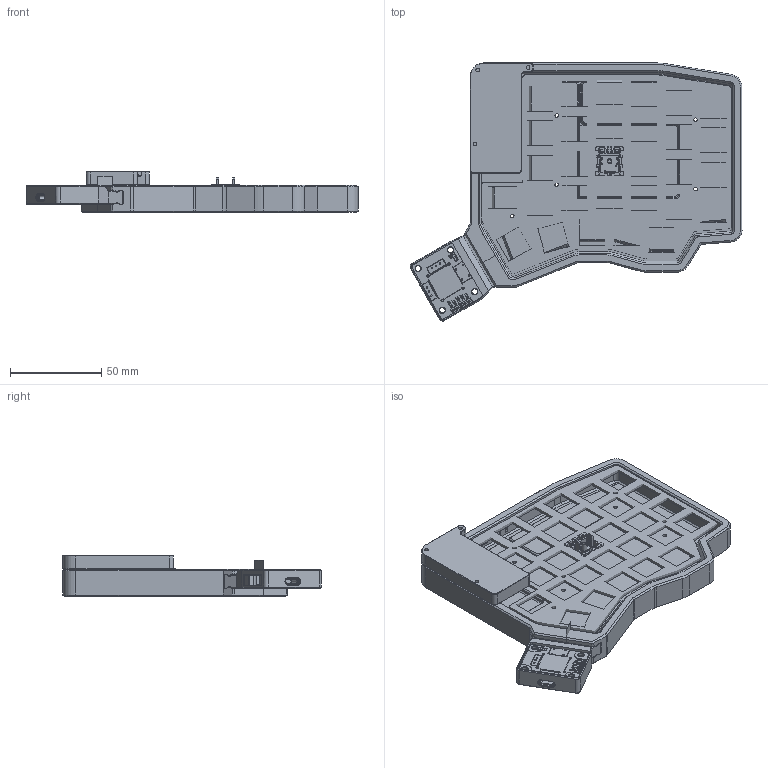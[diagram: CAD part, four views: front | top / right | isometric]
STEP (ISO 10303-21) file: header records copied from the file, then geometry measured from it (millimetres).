
FILE_DESCRIPTION(/* description */ ('STEP AP242','CAx-IF Rec.Pracs.---Representation and Presentation of Product Manufacturing Information (PMI)---4.0---2014-10-13','CAx-IF Rec.Pracs.---3D Tessellated Geometry---0.4---2014-09-14','2;1'),/* implementation_level */ '2;1');
FILE_NAME(/* name */ 'Sofle',/* time_stamp */ '2024-07-15T12:44:26Z',/* author */ (''),/* organization */ (''),/* preprocessor_version */ 'ST-DEVELOPER v20',/* originating_system */ ' ',/* authorisation */ ' ');
FILE_SCHEMA (('AP242_MANAGED_MODEL_BASED_3D_ENGINEERING_MIM_LF { 1 0 10303 442 1 1 4 }'));
Products named in the file (8): ESP32 Super Mini; Joystick PCB; Joystick Module; MCU Cover; Surface 1; Case; MX; Top Plate
Bounding box: 182.39 x 141.77 x 22.5 mm (x, y, z)
Volume: 102447.4 mm3; surface area: 78623.5 mm2
Topology: 6 solids, 8 shells, 2133 faces, 5377 edges, 3316 vertices
Faces by surface type: plane 1320, cylinder 513, cone 111, bspline 88, torus 66, sphere 34, other 1
Full cylindrical faces by diameter (mm): 0.8 x12, 0.813 x18, 1 x5, 1.27 x2, 1.3 x4, 1.6 x4, 2 x9, 2.004 x1, 2.005 x1, 2.006 x1, 2.6 x1, 3 x8, 3.5 x4, 3.8 x1
Entity records: 65984 total; most frequent: CARTESIAN_POINT 13705, ORIENTED_EDGE 10476, DIRECTION 10159, EDGE_CURVE 5240, LINE 3739, VECTOR 3739, VERTEX_POINT 3299, AXIS2_PLACEMENT_3D 3210
